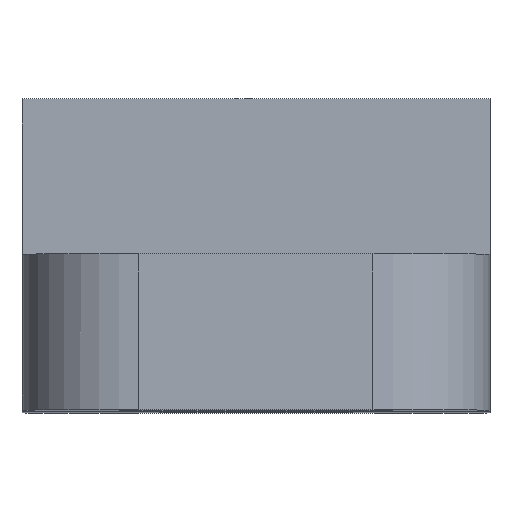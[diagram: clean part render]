
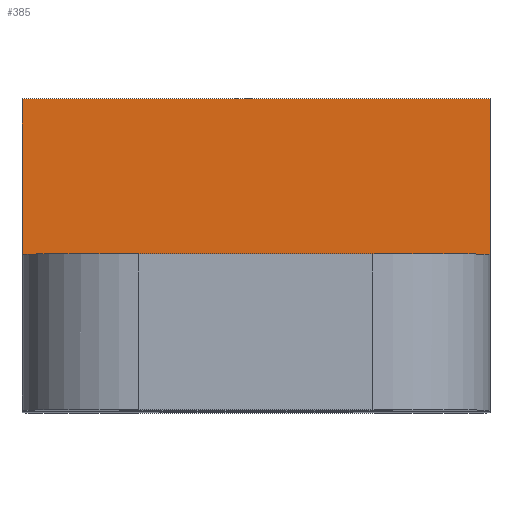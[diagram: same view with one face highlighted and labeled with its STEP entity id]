
A CAD part, top view. The second image highlights one B-rep face of the part: STEP entity #385.
In plain terms, the highlighted planar face has unit normal (0, 0, 1).
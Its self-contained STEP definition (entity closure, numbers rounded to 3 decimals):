
#23=PLANE('',#438);
#41=FACE_OUTER_BOUND('',#63,.T.);
#63=EDGE_LOOP('',(#301,#302,#303,#304));
#95=LINE('',#622,#137);
#96=LINE('',#624,#138);
#97=LINE('',#626,#139);
#98=LINE('',#627,#140);
#137=VECTOR('',#510,10.);
#138=VECTOR('',#511,10.);
#139=VECTOR('',#512,10.);
#140=VECTOR('',#513,10.);
#195=VERTEX_POINT('',#620);
#196=VERTEX_POINT('',#621);
#197=VERTEX_POINT('',#623);
#198=VERTEX_POINT('',#625);
#237=EDGE_CURVE('',#195,#196,#95,.T.);
#238=EDGE_CURVE('',#195,#197,#96,.T.);
#239=EDGE_CURVE('',#198,#197,#97,.T.);
#240=EDGE_CURVE('',#196,#198,#98,.T.);
#301=ORIENTED_EDGE('',*,*,#237,.F.);
#302=ORIENTED_EDGE('',*,*,#238,.T.);
#303=ORIENTED_EDGE('',*,*,#239,.F.);
#304=ORIENTED_EDGE('',*,*,#240,.F.);
#385=ADVANCED_FACE('',(#41),#23,.T.);
#438=AXIS2_PLACEMENT_3D('',#619,#508,#509);
#508=DIRECTION('center_axis',(0.,0.,1.));
#509=DIRECTION('ref_axis',(1.,0.,0.));
#510=DIRECTION('',(-1.,0.,0.));
#511=DIRECTION('',(0.,1.,0.));
#512=DIRECTION('',(1.,0.,0.));
#513=DIRECTION('',(0.,1.,0.));
#619=CARTESIAN_POINT('Origin',(-6.,2.,-7.));
#620=CARTESIAN_POINT('',(0.,2.,-7.));
#621=CARTESIAN_POINT('',(-6.,2.,-7.));
#622=CARTESIAN_POINT('',(-4.5,2.,-7.));
#623=CARTESIAN_POINT('',(0.,4.,-7.));
#624=CARTESIAN_POINT('',(0.,2.,-7.));
#625=CARTESIAN_POINT('',(-6.,4.,-7.));
#626=CARTESIAN_POINT('',(-6.,4.,-7.));
#627=CARTESIAN_POINT('',(-6.,2.,-7.));
